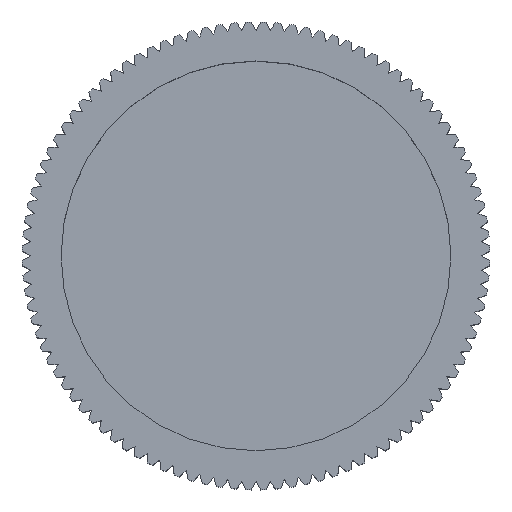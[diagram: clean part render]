
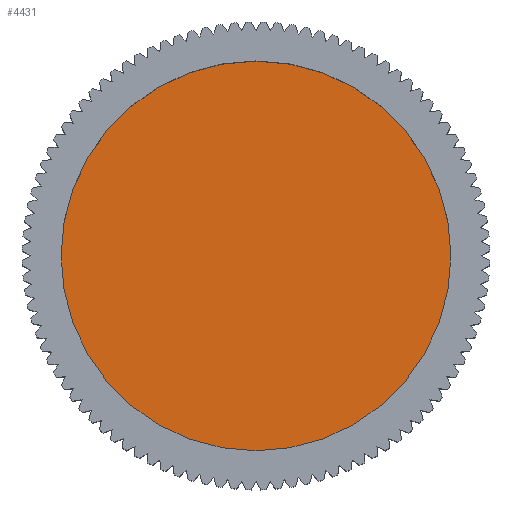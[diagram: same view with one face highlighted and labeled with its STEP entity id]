
A CAD part, top view. The second image highlights one B-rep face of the part: STEP entity #4431.
In plain terms, the highlighted planar face has unit normal (0, 0, 1).
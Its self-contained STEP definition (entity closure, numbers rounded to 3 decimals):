
#3393=VERTEX_POINT('',#7309);
#3917=EDGE_CURVE('',#3393,#5445,#7878,.T.);
#4431=ADVANCED_FACE('',(#8432),#8433,.F.);
#5445=VERTEX_POINT('',#9540);
#5579=EDGE_CURVE('',#5445,#3393,#9685,.T.);
#7309=CARTESIAN_POINT('',(-12.5,0.,11.5));
#7878=CIRCLE('',#13735,12.5);
#8432=FACE_OUTER_BOUND('',#14692,.T.);
#8433=PLANE('',#14693);
#9540=CARTESIAN_POINT('',(12.5,0.0,11.5));
#9685=CIRCLE('',#16946,12.5);
#13735=AXIS2_PLACEMENT_3D('',#19553,#19554,#19555);
#14692=EDGE_LOOP('',(#20036,#20037));
#14693=AXIS2_PLACEMENT_3D('',#20038,#20039,#20040);
#16946=AXIS2_PLACEMENT_3D('',#21401,#21402,#21403);
#19553=CARTESIAN_POINT('',(0.0,0.0,11.5));
#19554=DIRECTION('',(0.0,0.0,-1.0));
#19555=DIRECTION('',(1.0,0.0,0.0));
#20036=ORIENTED_EDGE('',*,*,#5579,.F.);
#20037=ORIENTED_EDGE('',*,*,#3917,.F.);
#20038=CARTESIAN_POINT('',(0.0,0.0,11.5));
#20039=DIRECTION('',(0.0,0.0,-1.0));
#20040=DIRECTION('',(-1.0,0.0,0.0));
#21401=CARTESIAN_POINT('',(0.0,0.0,11.5));
#21402=DIRECTION('',(0.0,0.0,-1.0));
#21403=DIRECTION('',(1.0,0.0,0.0));
